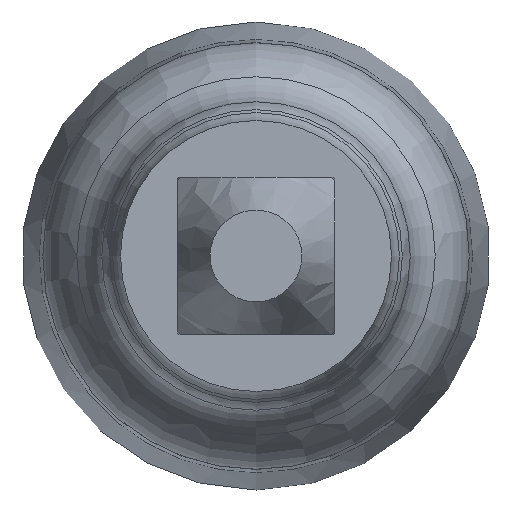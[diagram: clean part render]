
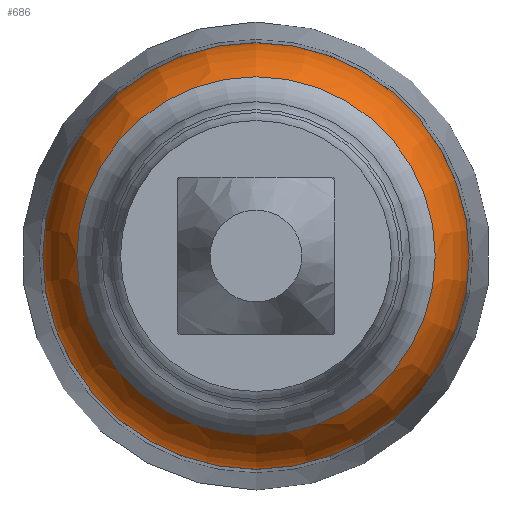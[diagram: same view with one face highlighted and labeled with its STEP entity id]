
A CAD part, left-side view. The second image highlights one B-rep face of the part: STEP entity #686.
In plain terms, the highlighted toroidal (fillet/blend) face has major radius 0.343 mm and minor radius 0.483 mm.
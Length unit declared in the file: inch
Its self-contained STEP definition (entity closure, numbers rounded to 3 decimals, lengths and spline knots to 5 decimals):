
#71 = EDGE_LOOP ( 'NONE', ( #1056 ) ) ;
#172 = FACE_OUTER_BOUND ( 'NONE', #71, .T. ) ;
#273 = CARTESIAN_POINT ( 'NONE',  ( 0.11465, 0., 0. ) ) ;
#349 = ORIENTED_EDGE ( 'NONE', *, *, #1019, .F. ) ;
#350 = DIRECTION ( 'NONE',  ( 0., 0., 1. ) ) ;
#523 = CARTESIAN_POINT ( 'NONE',  ( 0.10161, 0., 0. ) ) ;
#555 = AXIS2_PLACEMENT_3D ( 'NONE', #273, #637, #350 ) ;
#567 = AXIS2_PLACEMENT_3D ( 'NONE', #523, #726, #1087 ) ;
#570 = CIRCLE ( 'NONE', #828, 0.0325 ) ;
#589 = DIRECTION ( 'NONE',  ( -1., 0., 0. ) ) ;
#602 = CARTESIAN_POINT ( 'NONE',  ( 0.11464, 0., 0.0325 ) ) ;
#611 = VERTEX_POINT ( 'NONE', #602 ) ;
#637 = DIRECTION ( 'NONE',  ( -1., 0., 0. ) ) ;
#670 = TOROIDAL_SURFACE ( 'NONE', #555, 0.0135, 0.019 ) ;
#686 = ADVANCED_FACE ( 'NONE', ( #715, #172 ), #670, .T. ) ;
#715 = FACE_OUTER_BOUND ( 'NONE', #972, .T. ) ;
#726 = DIRECTION ( 'NONE',  ( -1., 0., 0. ) ) ;
#798 = VERTEX_POINT ( 'NONE', #875 ) ;
#821 = EDGE_CURVE ( 'NONE', #611, #611, #570, .T. ) ;
#828 = AXIS2_PLACEMENT_3D ( 'NONE', #834, #589, #954 ) ;
#834 = CARTESIAN_POINT ( 'NONE',  ( 0.11464, 0., 0. ) ) ;
#875 = CARTESIAN_POINT ( 'NONE',  ( 0.10161, 0., 0.02732 ) ) ;
#954 = DIRECTION ( 'NONE',  ( 0., 0., 1. ) ) ;
#972 = EDGE_LOOP ( 'NONE', ( #349 ) ) ;
#1019 = EDGE_CURVE ( 'NONE', #798, #798, #1072, .T. ) ;
#1056 = ORIENTED_EDGE ( 'NONE', *, *, #821, .T. ) ;
#1072 = CIRCLE ( 'NONE', #567, 0.02732 ) ;
#1087 = DIRECTION ( 'NONE',  ( 0., 0., 1. ) ) ;
